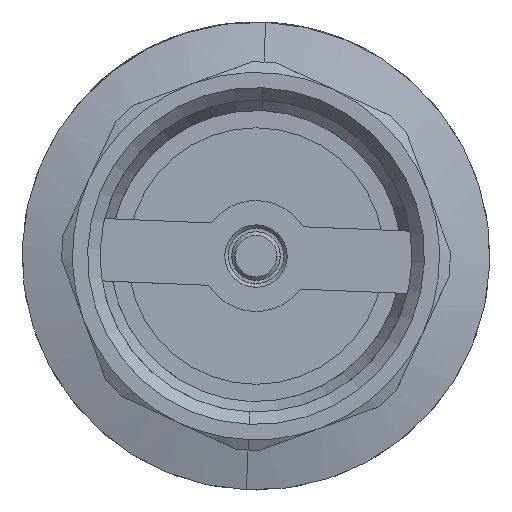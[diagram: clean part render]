
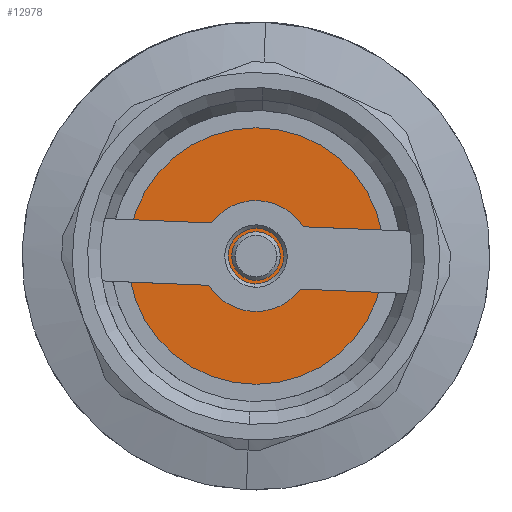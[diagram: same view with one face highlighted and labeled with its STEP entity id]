
A CAD part, front view. The second image highlights one B-rep face of the part: STEP entity #12978.
In plain terms, the highlighted planar face has unit normal (0, -1, 0).
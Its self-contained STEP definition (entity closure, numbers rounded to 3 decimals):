
#130 = EDGE_CURVE ( 'NONE', #26917, #40239, #20585, .T. ) ;
#1577 = CARTESIAN_POINT ( 'NONE',  ( 3.5, 19.8, 0. ) ) ;
#2443 = CARTESIAN_POINT ( 'NONE',  ( 18.5, 19.8, 0. ) ) ;
#2536 = AXIS2_PLACEMENT_3D ( 'NONE', #36259, #15422, #39831 ) ;
#3501 = EDGE_LOOP ( 'NONE', ( #16027, #38271 ) ) ;
#7159 = EDGE_CURVE ( 'NONE', #40239, #26917, #12789, .T. ) ;
#7274 = AXIS2_PLACEMENT_3D ( 'NONE', #16565, #41032, #20081 ) ;
#12004 = VERTEX_POINT ( 'NONE', #43101 ) ;
#12789 = CIRCLE ( 'NONE', #2536, 3.5 ) ;
#12880 = CARTESIAN_POINT ( 'NONE',  ( 18.5, 19.8, 0. ) ) ;
#12978 = ADVANCED_FACE ( 'NONE', ( #42233, #23560 ), #16358, .T. ) ;
#15422 = DIRECTION ( 'NONE',  ( 0., -1., 0. ) ) ;
#16027 = ORIENTED_EDGE ( 'NONE', *, *, #130, .F. ) ;
#16358 = PLANE ( 'NONE',  #21766 ) ;
#16565 = CARTESIAN_POINT ( 'NONE',  ( 0., 19.8, 0. ) ) ;
#16647 = DIRECTION ( 'NONE',  ( 0., -1., 0. ) ) ;
#17184 = CIRCLE ( 'NONE', #7274, 18.5 ) ;
#19871 = DIRECTION ( 'NONE',  ( 1., 0., 0. ) ) ;
#20081 = DIRECTION ( 'NONE',  ( 1., 0., 0. ) ) ;
#20585 = CIRCLE ( 'NONE', #39406, 3.5 ) ;
#21766 = AXIS2_PLACEMENT_3D ( 'NONE', #12880, #23209, #19871 ) ;
#23209 = DIRECTION ( 'NONE',  ( 0., -1., 0. ) ) ;
#23560 = FACE_BOUND ( 'NONE', #3501, .T. ) ;
#24667 = CIRCLE ( 'NONE', #42449, 18.5 ) ;
#24672 = CARTESIAN_POINT ( 'NONE',  ( -3.5, 19.8, 0. ) ) ;
#25506 = EDGE_CURVE ( 'NONE', #41443, #12004, #17184, .T. ) ;
#26334 = CARTESIAN_POINT ( 'NONE',  ( 0., 19.8, 0. ) ) ;
#26917 = VERTEX_POINT ( 'NONE', #1577 ) ;
#29536 = ORIENTED_EDGE ( 'NONE', *, *, #30338, .T. ) ;
#30338 = EDGE_CURVE ( 'NONE', #12004, #41443, #24667, .T. ) ;
#31132 = DIRECTION ( 'NONE',  ( 1., 0., 0. ) ) ;
#32780 = DIRECTION ( 'NONE',  ( 0., -1., 0. ) ) ;
#36259 = CARTESIAN_POINT ( 'NONE',  ( 0., 19.8, 0. ) ) ;
#37483 = CARTESIAN_POINT ( 'NONE',  ( 0., 19.8, 0. ) ) ;
#38271 = ORIENTED_EDGE ( 'NONE', *, *, #7159, .F. ) ;
#39406 = AXIS2_PLACEMENT_3D ( 'NONE', #26334, #32780, #31132 ) ;
#39831 = DIRECTION ( 'NONE',  ( 1., 0., 0. ) ) ;
#40239 = VERTEX_POINT ( 'NONE', #24672 ) ;
#41032 = DIRECTION ( 'NONE',  ( 0., -1., 0. ) ) ;
#41117 = DIRECTION ( 'NONE',  ( 1., 0., 0. ) ) ;
#41443 = VERTEX_POINT ( 'NONE', #2443 ) ;
#42230 = EDGE_LOOP ( 'NONE', ( #43559, #29536 ) ) ;
#42233 = FACE_OUTER_BOUND ( 'NONE', #42230, .T. ) ;
#42449 = AXIS2_PLACEMENT_3D ( 'NONE', #37483, #16647, #41117 ) ;
#43101 = CARTESIAN_POINT ( 'NONE',  ( -18.5, 19.8, 0. ) ) ;
#43559 = ORIENTED_EDGE ( 'NONE', *, *, #25506, .T. ) ;
